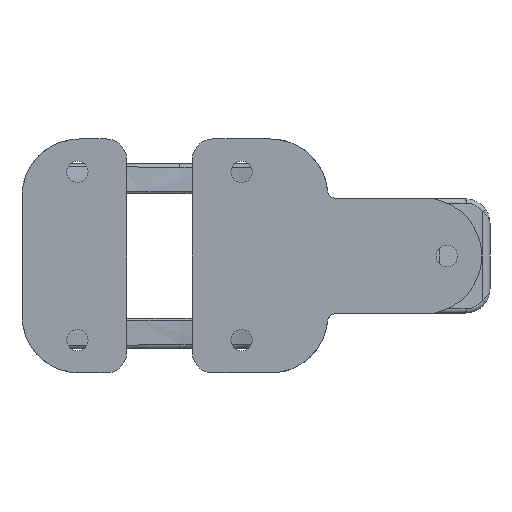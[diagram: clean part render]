
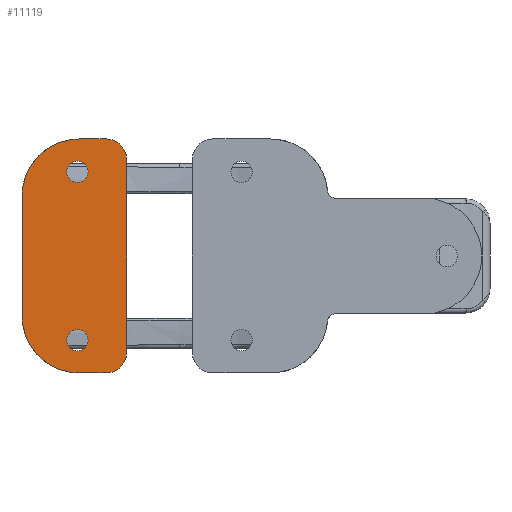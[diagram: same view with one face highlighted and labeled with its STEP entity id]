
A CAD part, front view. The second image highlights one B-rep face of the part: STEP entity #11119.
In plain terms, the highlighted planar face has unit normal (0, -1, 0).
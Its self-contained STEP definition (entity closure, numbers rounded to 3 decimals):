
#14 = CIRCLE ( 'NONE', #19268, 2.6 ) ;
#15 = CIRCLE ( 'NONE', #19239, 2.6 ) ;
#37 = CIRCLE ( 'NONE', #19283, 2.6 ) ;
#63 = CIRCLE ( 'NONE', #18154, 2.6 ) ;
#359 = CIRCLE ( 'NONE', #4129, 5. ) ;
#374 = CIRCLE ( 'NONE', #4023, 5. ) ;
#378 = CIRCLE ( 'NONE', #3829, 14. ) ;
#379 = CIRCLE ( 'NONE', #4243, 14. ) ;
#1029 = CARTESIAN_POINT ( 'NONE',  ( 0., 0., -20.5 ) ) ;
#1033 = DIRECTION ( 'NONE',  ( 0., 1., 0. ) ) ;
#1034 = DIRECTION ( 'NONE',  ( -1., 0., 0. ) ) ;
#1035 = CARTESIAN_POINT ( 'NONE',  ( 0., 0., 20.5 ) ) ;
#1042 = DIRECTION ( 'NONE',  ( 0., 1., 0. ) ) ;
#1043 = DIRECTION ( 'NONE',  ( -1., 0., 0. ) ) ;
#1206 = CARTESIAN_POINT ( 'NONE',  ( 0., 0., 20.5 ) ) ;
#1207 = DIRECTION ( 'NONE',  ( 0., 1., 0. ) ) ;
#1208 = DIRECTION ( 'NONE',  ( -1., 0., 0. ) ) ;
#1323 = CARTESIAN_POINT ( 'NONE',  ( 0., 0., -20.5 ) ) ;
#1324 = DIRECTION ( 'NONE',  ( 0., 1., 0. ) ) ;
#1325 = DIRECTION ( 'NONE',  ( -1., 0., 0. ) ) ;
#2868 = EDGE_CURVE ( 'NONE', #9072, #9251, #14, .T. ) ;
#2871 = EDGE_CURVE ( 'NONE', #9490, #8906, #15, .T. ) ;
#2922 = EDGE_CURVE ( 'NONE', #8906, #9490, #37, .T. ) ;
#2960 = EDGE_CURVE ( 'NONE', #9251, #9072, #63, .T. ) ;
#3829 = AXIS2_PLACEMENT_3D ( 'NONE', #20456, #20457, #20458 ) ;
#3997 = VECTOR ( 'NONE', #20073, 1000. ) ;
#4023 = AXIS2_PLACEMENT_3D ( 'NONE', #20372, #20373, #20374 ) ;
#4129 = AXIS2_PLACEMENT_3D ( 'NONE', #20064, #20065, #20066 ) ;
#4146 = VECTOR ( 'NONE', #20341, 1000. ) ;
#4243 = AXIS2_PLACEMENT_3D ( 'NONE', #20494, #20501, #20502 ) ;
#4254 = VECTOR ( 'NONE', #20186, 1000. ) ;
#4360 = VECTOR ( 'NONE', #19956, 1000. ) ;
#7046 = CARTESIAN_POINT ( 'NONE',  ( 0., 0., 23.1 ) ) ;
#7055 = CARTESIAN_POINT ( 'NONE',  ( 7., 0., -28.5 ) ) ;
#7165 = CARTESIAN_POINT ( 'NONE',  ( 12., 0., -23.5 ) ) ;
#7212 = CARTESIAN_POINT ( 'NONE',  ( 0., 0., -23.1 ) ) ;
#7244 = CARTESIAN_POINT ( 'NONE',  ( 7., 0., 28.5 ) ) ;
#7267 = CARTESIAN_POINT ( 'NONE',  ( 0., 0., -17.9 ) ) ;
#7270 = CARTESIAN_POINT ( 'NONE',  ( 0.5, 0., -28.5 ) ) ;
#7308 = CARTESIAN_POINT ( 'NONE',  ( 12., 0., 23.5 ) ) ;
#7364 = CARTESIAN_POINT ( 'NONE',  ( -13.5, 0., 14.5 ) ) ;
#7408 = CARTESIAN_POINT ( 'NONE',  ( -13.5, 0., -14.5 ) ) ;
#7506 = CARTESIAN_POINT ( 'NONE',  ( 0., 0., 17.9 ) ) ;
#7550 = CARTESIAN_POINT ( 'NONE',  ( 0.5, 0., 28.5 ) ) ;
#8619 = ORIENTED_EDGE ( 'NONE', *, *, #2922, .T. ) ;
#8620 = ORIENTED_EDGE ( 'NONE', *, *, #18774, .F. ) ;
#8621 = ORIENTED_EDGE ( 'NONE', *, *, #2871, .T. ) ;
#8622 = ORIENTED_EDGE ( 'NONE', *, *, #2960, .T. ) ;
#8623 = ORIENTED_EDGE ( 'NONE', *, *, #2868, .T. ) ;
#8624 = ORIENTED_EDGE ( 'NONE', *, *, #18793, .T. ) ;
#8625 = ORIENTED_EDGE ( 'NONE', *, *, #18851, .T. ) ;
#8626 = ORIENTED_EDGE ( 'NONE', *, *, #18791, .T. ) ;
#8627 = ORIENTED_EDGE ( 'NONE', *, *, #18845, .F. ) ;
#8628 = ORIENTED_EDGE ( 'NONE', *, *, #18876, .T. ) ;
#8629 = ORIENTED_EDGE ( 'NONE', *, *, #18814, .T. ) ;
#8630 = ORIENTED_EDGE ( 'NONE', *, *, #18868, .T. ) ;
#8906 = VERTEX_POINT ( 'NONE', #7046 ) ;
#8915 = VERTEX_POINT ( 'NONE', #7055 ) ;
#9025 = VERTEX_POINT ( 'NONE', #7165 ) ;
#9072 = VERTEX_POINT ( 'NONE', #7212 ) ;
#9134 = FACE_BOUND ( 'NONE', #9669, .T. ) ;
#9151 = FACE_OUTER_BOUND ( 'NONE', #9703, .T. ) ;
#9159 = FACE_BOUND ( 'NONE', #9717, .T. ) ;
#9172 = AXIS2_PLACEMENT_3D ( 'NONE', #11323, #11324, #11325 ) ;
#9228 = VERTEX_POINT ( 'NONE', #7244 ) ;
#9251 = VERTEX_POINT ( 'NONE', #7267 ) ;
#9254 = VERTEX_POINT ( 'NONE', #7270 ) ;
#9292 = VERTEX_POINT ( 'NONE', #7308 ) ;
#9348 = VERTEX_POINT ( 'NONE', #7364 ) ;
#9392 = VERTEX_POINT ( 'NONE', #7408 ) ;
#9490 = VERTEX_POINT ( 'NONE', #7506 ) ;
#9534 = VERTEX_POINT ( 'NONE', #7550 ) ;
#9669 = EDGE_LOOP ( 'NONE', ( #8619, #8621 ) ) ;
#9703 = EDGE_LOOP ( 'NONE', ( #8624, #8625, #8620, #8626, #8627, #8628, #8629, #8630 ) ) ;
#9717 = EDGE_LOOP ( 'NONE', ( #8622, #8623 ) ) ;
#11119 = ADVANCED_FACE ( 'NONE', ( #9134, #9159, #9151 ), #11322, .F. ) ;
#11322 = PLANE ( 'NONE',  #9172 ) ;
#11323 = CARTESIAN_POINT ( 'NONE',  ( -13.5, 0., 28.5 ) ) ;
#11324 = DIRECTION ( 'NONE',  ( 0., 1., 0. ) ) ;
#11325 = DIRECTION ( 'NONE',  ( -1., 0., 0. ) ) ;
#18154 = AXIS2_PLACEMENT_3D ( 'NONE', #1323, #1324, #1325 ) ;
#18774 = EDGE_CURVE ( 'NONE', #9292, #9025, #19954, .T. ) ;
#18791 = EDGE_CURVE ( 'NONE', #9292, #9228, #359, .T. ) ;
#18793 = EDGE_CURVE ( 'NONE', #9254, #8915, #20071, .T. ) ;
#18814 = EDGE_CURVE ( 'NONE', #9348, #9392, #20184, .T. ) ;
#18845 = EDGE_CURVE ( 'NONE', #9534, #9228, #20339, .T. ) ;
#18851 = EDGE_CURVE ( 'NONE', #8915, #9025, #374, .T. ) ;
#18868 = EDGE_CURVE ( 'NONE', #9392, #9254, #378, .T. ) ;
#18876 = EDGE_CURVE ( 'NONE', #9534, #9348, #379, .T. ) ;
#19239 = AXIS2_PLACEMENT_3D ( 'NONE', #1035, #1042, #1043 ) ;
#19268 = AXIS2_PLACEMENT_3D ( 'NONE', #1029, #1033, #1034 ) ;
#19283 = AXIS2_PLACEMENT_3D ( 'NONE', #1206, #1207, #1208 ) ;
#19954 = LINE ( 'NONE', #19955, #4360 ) ;
#19955 = CARTESIAN_POINT ( 'NONE',  ( 12., 0., 28.5 ) ) ;
#19956 = DIRECTION ( 'NONE',  ( 0., 0., -1. ) ) ;
#20064 = CARTESIAN_POINT ( 'NONE',  ( 7., 0., 23.5 ) ) ;
#20065 = DIRECTION ( 'NONE',  ( 0., -1., 0. ) ) ;
#20066 = DIRECTION ( 'NONE',  ( -1., 0., 0. ) ) ;
#20071 = LINE ( 'NONE', #20072, #3997 ) ;
#20072 = CARTESIAN_POINT ( 'NONE',  ( -13.5, 0., -28.5 ) ) ;
#20073 = DIRECTION ( 'NONE',  ( 1., 0., 0. ) ) ;
#20184 = LINE ( 'NONE', #20185, #4254 ) ;
#20185 = CARTESIAN_POINT ( 'NONE',  ( -13.5, 0., 28.5 ) ) ;
#20186 = DIRECTION ( 'NONE',  ( 0., 0., -1. ) ) ;
#20339 = LINE ( 'NONE', #20340, #4146 ) ;
#20340 = CARTESIAN_POINT ( 'NONE',  ( -13.5, 0., 28.5 ) ) ;
#20341 = DIRECTION ( 'NONE',  ( 1., 0., 0. ) ) ;
#20372 = CARTESIAN_POINT ( 'NONE',  ( 7., 0., -23.5 ) ) ;
#20373 = DIRECTION ( 'NONE',  ( 0., -1., 0. ) ) ;
#20374 = DIRECTION ( 'NONE',  ( -1., 0., 0. ) ) ;
#20456 = CARTESIAN_POINT ( 'NONE',  ( 0.5, 0., -14.5 ) ) ;
#20457 = DIRECTION ( 'NONE',  ( 0., -1., 0. ) ) ;
#20458 = DIRECTION ( 'NONE',  ( -1., 0., 0. ) ) ;
#20494 = CARTESIAN_POINT ( 'NONE',  ( 0.5, 0., 14.5 ) ) ;
#20501 = DIRECTION ( 'NONE',  ( 0., -1., 0. ) ) ;
#20502 = DIRECTION ( 'NONE',  ( -1., 0., 0. ) ) ;
